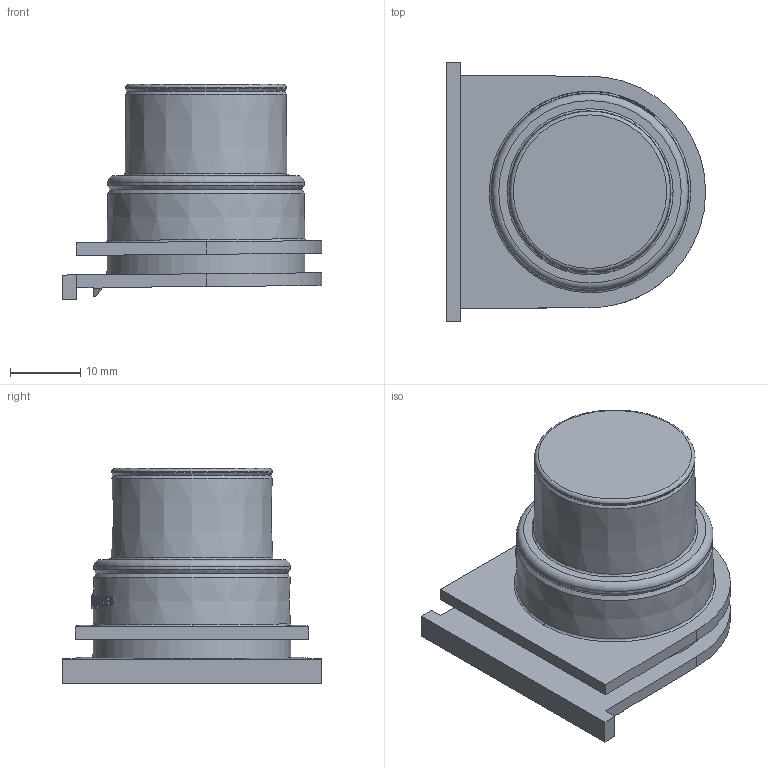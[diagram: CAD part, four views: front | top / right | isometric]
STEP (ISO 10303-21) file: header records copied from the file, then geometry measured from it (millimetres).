
FILE_DESCRIPTION(('STEP AP203'), '1');
FILE_NAME('Ïåðåõîäíèê óíèâåðñàëüíûé íà ãîôðèðîâàííóþ òðóáó ñåðûé', '2021-08-25T06:06:39', (''), (''), 'ASCON STEP Converter 1.6', 'ASCON Math Kernel', '');
FILE_SCHEMA(('CONFIG_CONTROL_DESIGN'));
Length unit declared in the file: millimetre
Bounding box: 37 x 37 x 30.7 mm (x, y, z)
Volume: 5145.3 mm3; surface area: 7785.9 mm2
Topology: 1 solids, 1 shells, 491 faces, 1106 edges, 642 vertices
Faces by surface type: bspline 387, plane 58, cone 34, torus 10, cylinder 2
Entity records: 42951 total; most frequent: CARTESIAN_POINT 31523, ORIENTED_EDGE 2162, EDGE_CURVE 1081, B_SPLINE_CURVE_WITH_KNOTS 894, VERTEX_POINT 642, EDGE_LOOP 541, FACE_BOUND 520, COLOUR_RGB 492
